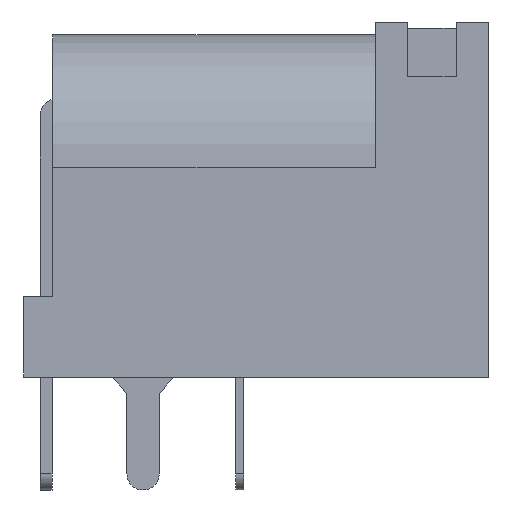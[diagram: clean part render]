
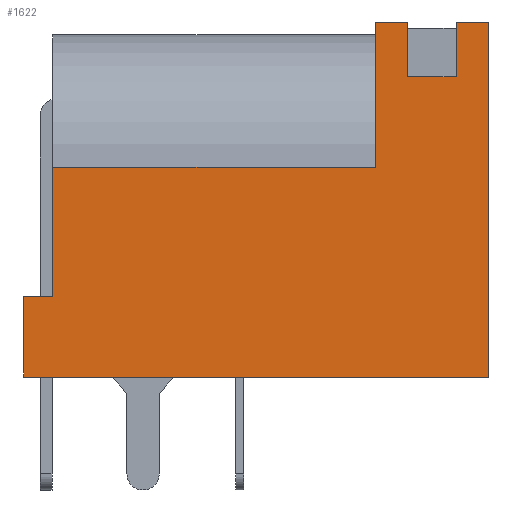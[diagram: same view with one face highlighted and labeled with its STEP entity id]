
A CAD part, left-side view. The second image highlights one B-rep face of the part: STEP entity #1622.
In plain terms, the highlighted planar face has unit normal (-1, 0, 0).
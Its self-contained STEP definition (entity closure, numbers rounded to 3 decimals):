
#949 = VERTEX_POINT('',#950);
#950 = CARTESIAN_POINT('',(-4.5,-0.2,2.5));
#967 = VERTEX_POINT('',#968);
#968 = CARTESIAN_POINT('',(-4.5,0.7,2.5));
#974 = EDGE_CURVE('',#949,#967,#975,.T.);
#975 = LINE('',#976,#977);
#976 = CARTESIAN_POINT('',(-4.5,-0.2,2.5));
#977 = VECTOR('',#978,1.);
#978 = DIRECTION('',(0.,1.,0.));
#998 = VERTEX_POINT('',#999);
#999 = CARTESIAN_POINT('',(-4.5,0.7,0.));
#1005 = EDGE_CURVE('',#967,#998,#1006,.T.);
#1006 = LINE('',#1007,#1008);
#1007 = CARTESIAN_POINT('',(-4.5,0.7,2.5));
#1008 = VECTOR('',#1009,1.);
#1009 = DIRECTION('',(0.,0.,-1.));
#1070 = VERTEX_POINT('',#1071);
#1071 = CARTESIAN_POINT('',(-4.5,-0.2,6.5));
#1077 = EDGE_CURVE('',#1078,#1070,#1080,.T.);
#1078 = VERTEX_POINT('',#1079);
#1079 = CARTESIAN_POINT('',(-4.5,-10.2,6.5));
#1080 = LINE('',#1081,#1082);
#1081 = CARTESIAN_POINT('',(-4.5,-10.2,6.5));
#1082 = VECTOR('',#1083,1.);
#1083 = DIRECTION('',(0.,1.,0.));
#1107 = EDGE_CURVE('',#1108,#1078,#1110,.T.);
#1108 = VERTEX_POINT('',#1109);
#1109 = CARTESIAN_POINT('',(-4.5,-10.2,11.));
#1110 = LINE('',#1111,#1112);
#1111 = CARTESIAN_POINT('',(-4.5,-10.2,11.));
#1112 = VECTOR('',#1113,1.);
#1113 = DIRECTION('',(0.,0.,-1.));
#1211 = EDGE_CURVE('',#1070,#949,#1212,.T.);
#1212 = LINE('',#1213,#1214);
#1213 = CARTESIAN_POINT('',(-4.5,-0.2,6.5));
#1214 = VECTOR('',#1215,1.);
#1215 = DIRECTION('',(0.,0.,-1.));
#1354 = VERTEX_POINT('',#1355);
#1355 = CARTESIAN_POINT('',(-4.5,-13.7,0.));
#1361 = EDGE_CURVE('',#998,#1354,#1362,.T.);
#1362 = LINE('',#1363,#1364);
#1363 = CARTESIAN_POINT('',(-4.5,0.7,0.));
#1364 = VECTOR('',#1365,1.);
#1365 = DIRECTION('',(0.,-1.,0.));
#1394 = VERTEX_POINT('',#1395);
#1395 = CARTESIAN_POINT('',(-4.5,-13.7,11.));
#1401 = EDGE_CURVE('',#1354,#1394,#1402,.T.);
#1402 = LINE('',#1403,#1404);
#1403 = CARTESIAN_POINT('',(-4.5,-13.7,0.));
#1404 = VECTOR('',#1405,1.);
#1405 = DIRECTION('',(0.,0.,1.));
#1425 = VERTEX_POINT('',#1426);
#1426 = CARTESIAN_POINT('',(-4.5,-12.7,11.));
#1432 = EDGE_CURVE('',#1394,#1425,#1433,.T.);
#1433 = LINE('',#1434,#1435);
#1434 = CARTESIAN_POINT('',(-4.5,-13.7,11.));
#1435 = VECTOR('',#1436,1.);
#1436 = DIRECTION('',(0.,1.,0.));
#1488 = VERTEX_POINT('',#1489);
#1489 = CARTESIAN_POINT('',(-4.5,-12.7,9.3));
#1495 = EDGE_CURVE('',#1425,#1488,#1496,.T.);
#1496 = LINE('',#1497,#1498);
#1497 = CARTESIAN_POINT('',(-4.5,-12.7,11.));
#1498 = VECTOR('',#1499,1.);
#1499 = DIRECTION('',(0.,0.,-1.));
#1552 = VERTEX_POINT('',#1553);
#1553 = CARTESIAN_POINT('',(-4.5,-11.2,11.));
#1559 = EDGE_CURVE('',#1560,#1552,#1562,.T.);
#1560 = VERTEX_POINT('',#1561);
#1561 = CARTESIAN_POINT('',(-4.5,-11.2,9.3));
#1562 = LINE('',#1563,#1564);
#1563 = CARTESIAN_POINT('',(-4.5,-11.2,10.8));
#1564 = VECTOR('',#1565,1.);
#1565 = DIRECTION('',(0.,0.,1.));
#1611 = EDGE_CURVE('',#1552,#1108,#1612,.T.);
#1612 = LINE('',#1613,#1614);
#1613 = CARTESIAN_POINT('',(-4.5,-11.2,11.));
#1614 = VECTOR('',#1615,1.);
#1615 = DIRECTION('',(0.,1.,0.));
#1622 = ADVANCED_FACE('',(#1623),#1642,.T.);
#1623 = FACE_BOUND('',#1624,.T.);
#1624 = EDGE_LOOP('',(#1625,#1631,#1632,#1633,#1634,#1635,#1636,#1637,
    #1638,#1639,#1640,#1641));
#1625 = ORIENTED_EDGE('',*,*,#1626,.F.);
#1626 = EDGE_CURVE('',#1560,#1488,#1627,.T.);
#1627 = LINE('',#1628,#1629);
#1628 = CARTESIAN_POINT('',(-4.5,-11.2,9.3));
#1629 = VECTOR('',#1630,1.);
#1630 = DIRECTION('',(0.,-1.,0.));
#1631 = ORIENTED_EDGE('',*,*,#1559,.T.);
#1632 = ORIENTED_EDGE('',*,*,#1611,.T.);
#1633 = ORIENTED_EDGE('',*,*,#1107,.T.);
#1634 = ORIENTED_EDGE('',*,*,#1077,.T.);
#1635 = ORIENTED_EDGE('',*,*,#1211,.T.);
#1636 = ORIENTED_EDGE('',*,*,#974,.T.);
#1637 = ORIENTED_EDGE('',*,*,#1005,.T.);
#1638 = ORIENTED_EDGE('',*,*,#1361,.T.);
#1639 = ORIENTED_EDGE('',*,*,#1401,.T.);
#1640 = ORIENTED_EDGE('',*,*,#1432,.T.);
#1641 = ORIENTED_EDGE('',*,*,#1495,.T.);
#1642 = PLANE('',#1643);
#1643 = AXIS2_PLACEMENT_3D('',#1644,#1645,#1646);
#1644 = CARTESIAN_POINT('',(-4.5,-6.,0.));
#1645 = DIRECTION('',(-1.,0.,0.));
#1646 = DIRECTION('',(0.,-1.,0.));
